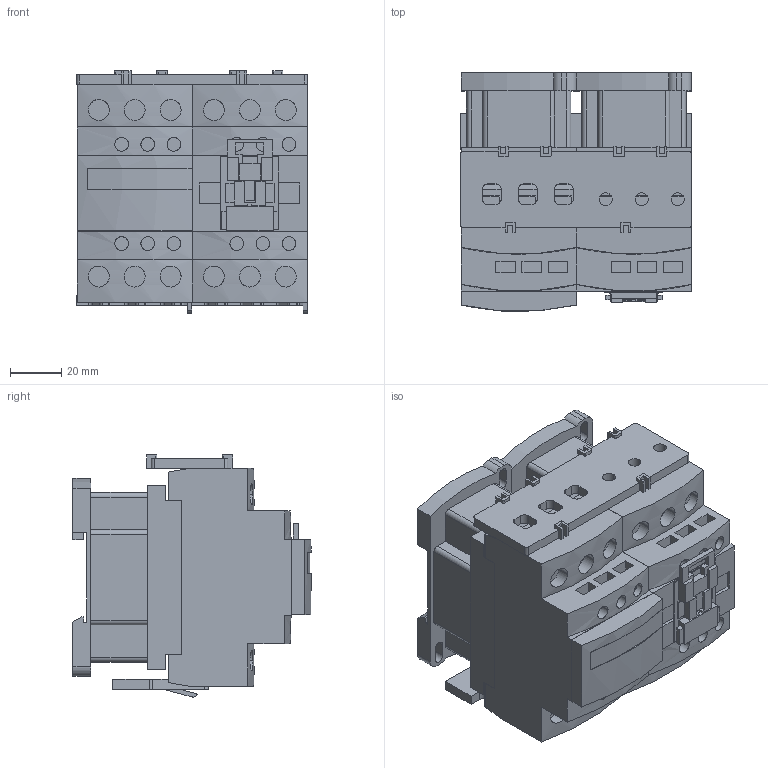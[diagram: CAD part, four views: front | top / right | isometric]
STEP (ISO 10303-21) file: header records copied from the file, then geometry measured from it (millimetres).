
FILE_DESCRIPTION(('starvars output'),'2;1');
FILE_NAME('T02BN23G7_3D.stp','18:46:07 2020/04/01',( 'Thomas Industrial Network Germany GmbH'),( 'Thomas Industrial Network Germany GmbH'),'unknown preprocess','ACIS' ,'unknown authorization');
FILE_SCHEMA(('CONFIG_CONTROL_DESIGN {UNKNOWN IMPLEMENTATION LEVEL}'));
Length unit declared in the file: millimetre
Products named in the file (1): PRODUCT_ID_6
Bounding box: 89.82 x 92.73 x 94.2 mm (x, y, z)
Volume: 512977.5 mm3; surface area: 80324.4 mm2
Topology: 1 solids, 1 shells, 754 faces, 2165 edges, 1442 vertices
Faces by surface type: plane 600, cylinder 154
Entity records: 23875 total; most frequent: CARTESIAN_POINT 4862, ORIENTED_EDGE 4330, DIRECTION 3415, EDGE_CURVE 2165, VECTOR 1665, LINE 1665, VERTEX_POINT 1442, AXIS2_PLACEMENT_3D 875
